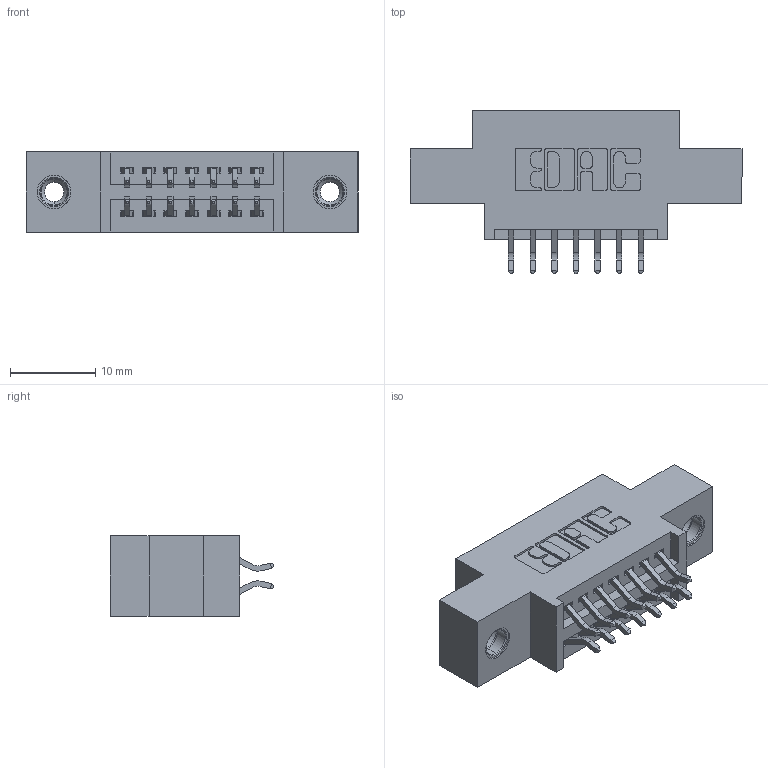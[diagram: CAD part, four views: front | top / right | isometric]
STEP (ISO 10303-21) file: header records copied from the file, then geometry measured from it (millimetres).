
FILE_DESCRIPTION (( 'STEP AP203' ), '1' );
FILE_NAME ('395-014-556-808.STEP', '2019-10-15T16:48:43', ( '' ), ( '' ), 'SwSTEP 2.0', 'SolidWorks 2016', '' );
FILE_SCHEMA (( 'CONFIG_CONTROL_DESIGN' ));
Length unit declared in the file: inch
Products named in the file (4): 345 Part_0.170 Offset - 0.156 Dia-TI; 345-292-001_556 Tail; 345-250-001_345-250-003-102; 395-014-556-808
Assembly tree (17 placements, depth 2):
  395-014-556-808
    345 Part_0.170 Offset - 0.156 Dia-TI
    345-292-001_556 Tail  x14
    345-250-001_345-250-003-102  x2
Bounding box: 38.99 x 19.24 x 9.4 mm (x, y, z)
Volume: 3342.1 mm3; surface area: 4406.9 mm2
Topology: 17 solids, 17 shells, 974 faces, 2827 edges, 1858 vertices
Faces by surface type: plane 634, cylinder 324, cone 12, torus 4
Entity records: 11742 total; most frequent: CARTESIAN_POINT 1999, ORIENTED_EDGE 1914, DIRECTION 1819, EDGE_CURVE 957, LINE 769, VECTOR 769, VERTEX_POINT 632, AXIS2_PLACEMENT_3D 525
